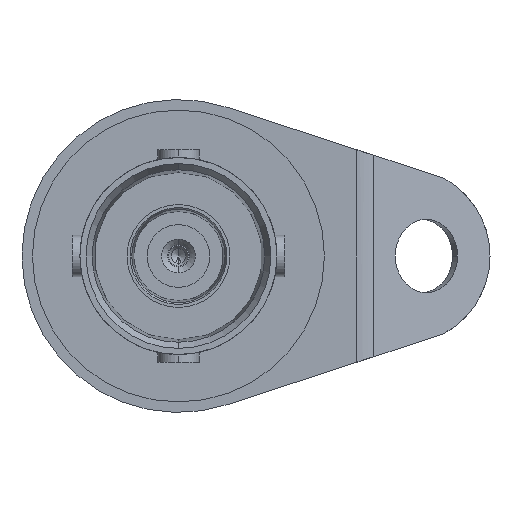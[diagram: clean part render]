
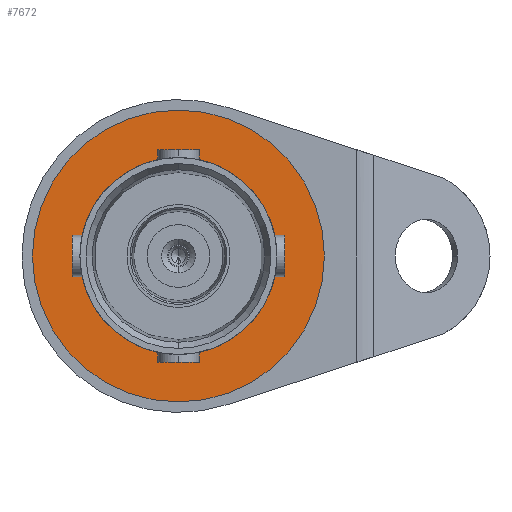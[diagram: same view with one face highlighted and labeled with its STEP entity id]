
A CAD part, left-side view. The second image highlights one B-rep face of the part: STEP entity #7672.
In plain terms, the highlighted planar face has unit normal (-1, 0, 0).
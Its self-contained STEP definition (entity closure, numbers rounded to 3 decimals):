
#358 = DIRECTION ( 'NONE',  ( -1., 0., 0. ) ) ;
#361 = DIRECTION ( 'NONE',  ( 1., 0., 0. ) ) ;
#510 = ORIENTED_EDGE ( 'NONE', *, *, #1026, .F. ) ;
#552 = CIRCLE ( 'NONE', #5546, 7.091 ) ;
#557 = FACE_BOUND ( 'NONE', #1949, .T. ) ;
#632 = DIRECTION ( 'NONE',  ( -1., 0., 0. ) ) ;
#854 = EDGE_CURVE ( 'NONE', #3163, #4349, #7214, .T. ) ;
#1026 = EDGE_CURVE ( 'NONE', #7942, #1860, #1891, .T. ) ;
#1084 = PLANE ( 'NONE',  #7997 ) ;
#1129 = ORIENTED_EDGE ( 'NONE', *, *, #6456, .T. ) ;
#1234 = CARTESIAN_POINT ( 'NONE',  ( 4.064, 0., 15.094 ) ) ;
#1380 = ORIENTED_EDGE ( 'NONE', *, *, #7274, .F. ) ;
#1753 = CARTESIAN_POINT ( 'NONE',  ( 4.064, 0., 19.878 ) ) ;
#1837 = DIRECTION ( 'NONE',  ( -1., 0., 0. ) ) ;
#1860 = VERTEX_POINT ( 'NONE', #5853 ) ;
#1861 = DIRECTION ( 'NONE',  ( 0., 0., 1. ) ) ;
#1887 = AXIS2_PLACEMENT_3D ( 'NONE', #8555, #1837, #8456 ) ;
#1891 = CIRCLE ( 'NONE', #4724, 4.784 ) ;
#1949 = EDGE_LOOP ( 'NONE', ( #510, #1380 ) ) ;
#3163 = VERTEX_POINT ( 'NONE', #3282 ) ;
#3282 = CARTESIAN_POINT ( 'NONE',  ( 4.064, 0., 8.003 ) ) ;
#3622 = DIRECTION ( 'NONE',  ( 0., 0., 1. ) ) ;
#3932 = CIRCLE ( 'NONE', #1887, 4.784 ) ;
#4066 = CARTESIAN_POINT ( 'NONE',  ( 4.064, 0., 0. ) ) ;
#4349 = VERTEX_POINT ( 'NONE', #7890 ) ;
#4586 = EDGE_LOOP ( 'NONE', ( #1129, #8454 ) ) ;
#4657 = DIRECTION ( 'NONE',  ( 0., 0., 1. ) ) ;
#4724 = AXIS2_PLACEMENT_3D ( 'NONE', #7206, #632, #3622 ) ;
#5389 = DIRECTION ( 'NONE',  ( -1., 0., 0. ) ) ;
#5546 = AXIS2_PLACEMENT_3D ( 'NONE', #1234, #358, #1861 ) ;
#5853 = CARTESIAN_POINT ( 'NONE',  ( 4.064, 0., 10.31 ) ) ;
#6329 = DIRECTION ( 'NONE',  ( 0., 0., -1. ) ) ;
#6456 = EDGE_CURVE ( 'NONE', #4349, #3163, #552, .T. ) ;
#7206 = CARTESIAN_POINT ( 'NONE',  ( 4.064, 0., 15.094 ) ) ;
#7214 = CIRCLE ( 'NONE', #7827, 7.091 ) ;
#7274 = EDGE_CURVE ( 'NONE', #1860, #7942, #3932, .T. ) ;
#7672 = ADVANCED_FACE ( 'NONE', ( #557, #7790 ), #1084, .F. ) ;
#7790 = FACE_OUTER_BOUND ( 'NONE', #4586, .T. ) ;
#7827 = AXIS2_PLACEMENT_3D ( 'NONE', #8376, #5389, #4657 ) ;
#7890 = CARTESIAN_POINT ( 'NONE',  ( 4.064, 0., 22.185 ) ) ;
#7942 = VERTEX_POINT ( 'NONE', #1753 ) ;
#7997 = AXIS2_PLACEMENT_3D ( 'NONE', #4066, #361, #6329 ) ;
#8376 = CARTESIAN_POINT ( 'NONE',  ( 4.064, 0., 15.094 ) ) ;
#8454 = ORIENTED_EDGE ( 'NONE', *, *, #854, .T. ) ;
#8456 = DIRECTION ( 'NONE',  ( 0., 0., 1. ) ) ;
#8555 = CARTESIAN_POINT ( 'NONE',  ( 4.064, 0., 15.094 ) ) ;
